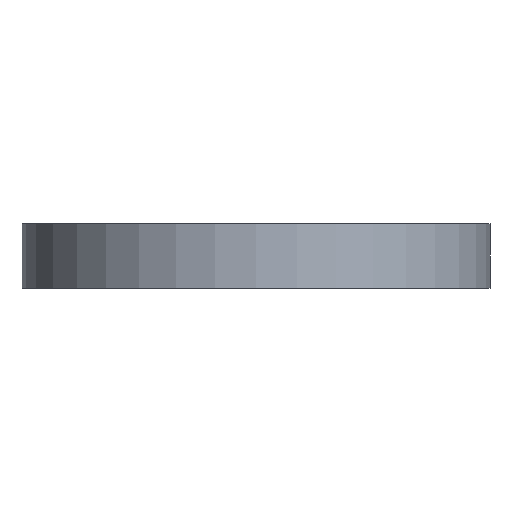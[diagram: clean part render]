
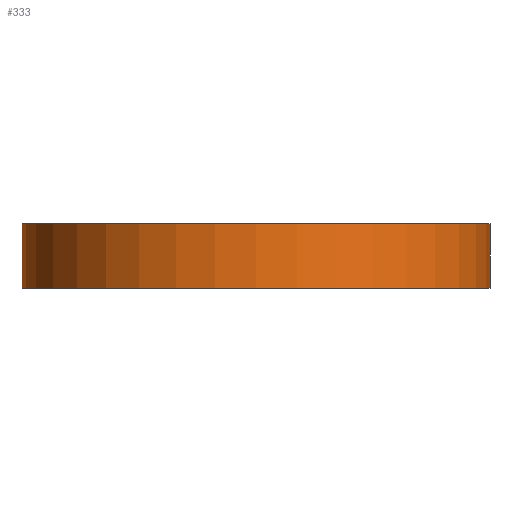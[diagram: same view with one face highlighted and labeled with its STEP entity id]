
A CAD part, front view. The second image highlights one B-rep face of the part: STEP entity #333.
In plain terms, the highlighted cylindrical face has radius 111.125 mm (diameter 222.25 mm), a partial arc.
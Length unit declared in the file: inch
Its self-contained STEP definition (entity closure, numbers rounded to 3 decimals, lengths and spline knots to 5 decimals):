
#43 = ORIENTED_EDGE ( 'NONE', *, *, #196, .F. ) ;
#45 = DIRECTION ( 'NONE',  ( 1., 0., 0. ) ) ;
#47 = VERTEX_POINT ( 'NONE', #810 ) ;
#63 = CARTESIAN_POINT ( 'NONE',  ( -4.375, 0., -0.605 ) ) ;
#66 = ORIENTED_EDGE ( 'NONE', *, *, #968, .F. ) ;
#83 = ORIENTED_EDGE ( 'NONE', *, *, #441, .T. ) ;
#139 = FACE_OUTER_BOUND ( 'NONE', #156, .T. ) ;
#140 = VERTEX_POINT ( 'NONE', #534 ) ;
#142 = CIRCLE ( 'NONE', #809, 4.375 ) ;
#156 = EDGE_LOOP ( 'NONE', ( #43, #83, #600, #66 ) ) ;
#158 = DIRECTION ( 'NONE',  ( 0., 0., 1. ) ) ;
#196 = EDGE_CURVE ( 'NONE', #519, #47, #803, .T. ) ;
#278 = AXIS2_PLACEMENT_3D ( 'NONE', #970, #288, #285 ) ;
#285 = DIRECTION ( 'NONE',  ( 1., 0., 0. ) ) ;
#288 = DIRECTION ( 'NONE',  ( 0., 0., 1. ) ) ;
#296 = LINE ( 'NONE', #599, #612 ) ;
#319 = CARTESIAN_POINT ( 'NONE',  ( -4.375, 0., 0.605 ) ) ;
#333 = ADVANCED_FACE ( 'NONE', ( #139 ), #434, .T. ) ;
#336 = VERTEX_POINT ( 'NONE', #584 ) ;
#434 = CYLINDRICAL_SURFACE ( 'NONE', #278, 4.375 ) ;
#437 = EDGE_CURVE ( 'NONE', #336, #140, #296, .T. ) ;
#441 = EDGE_CURVE ( 'NONE', #519, #140, #795, .T. ) ;
#444 = CARTESIAN_POINT ( 'NONE',  ( 0., 0., -0.605 ) ) ;
#446 = VECTOR ( 'NONE', #932, 39.37008 ) ;
#519 = VERTEX_POINT ( 'NONE', #63 ) ;
#534 = CARTESIAN_POINT ( 'NONE',  ( 4.375, 0., -0.605 ) ) ;
#541 = CARTESIAN_POINT ( 'NONE',  ( 0., 0., 0.605 ) ) ;
#584 = CARTESIAN_POINT ( 'NONE',  ( 4.375, 0., 0.605 ) ) ;
#599 = CARTESIAN_POINT ( 'NONE',  ( 4.375, 0., 0.605 ) ) ;
#600 = ORIENTED_EDGE ( 'NONE', *, *, #437, .F. ) ;
#612 = VECTOR ( 'NONE', #909, 39.37008 ) ;
#720 = DIRECTION ( 'NONE',  ( 0., 0., 1. ) ) ;
#749 = AXIS2_PLACEMENT_3D ( 'NONE', #444, #720, #45 ) ;
#795 = CIRCLE ( 'NONE', #749, 4.375 ) ;
#803 = LINE ( 'NONE', #319, #446 ) ;
#809 = AXIS2_PLACEMENT_3D ( 'NONE', #541, #158, #849 ) ;
#810 = CARTESIAN_POINT ( 'NONE',  ( -4.375, 0., 0.605 ) ) ;
#849 = DIRECTION ( 'NONE',  ( 1., 0., 0. ) ) ;
#909 = DIRECTION ( 'NONE',  ( 0., 0., -1. ) ) ;
#932 = DIRECTION ( 'NONE',  ( 0., 0., 1. ) ) ;
#968 = EDGE_CURVE ( 'NONE', #47, #336, #142, .T. ) ;
#970 = CARTESIAN_POINT ( 'NONE',  ( 0., 0., 0.605 ) ) ;
